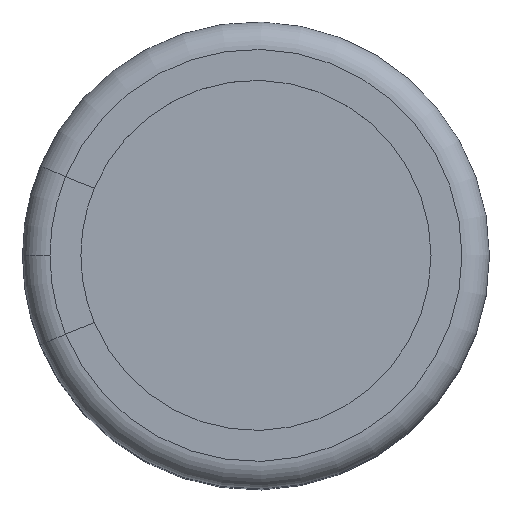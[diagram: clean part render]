
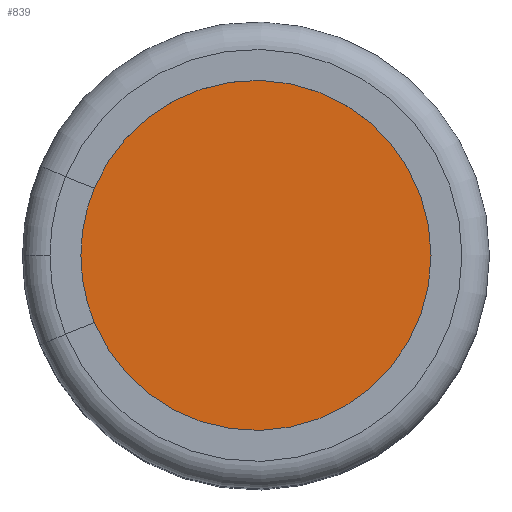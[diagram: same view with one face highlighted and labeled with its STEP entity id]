
A CAD part, top view. The second image highlights one B-rep face of the part: STEP entity #839.
In plain terms, the highlighted planar face has unit normal (0, 0, 1).
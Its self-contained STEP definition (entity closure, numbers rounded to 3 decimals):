
#13 = PLANE ( 'NONE',  #473 ) ;
#24 = ORIENTED_EDGE ( 'NONE', *, *, #1706, .F. ) ;
#125 = DIRECTION ( 'NONE',  ( 1., 0., 0. ) ) ;
#141 = CARTESIAN_POINT ( 'NONE',  ( 2.721, -1.127, 12.401 ) ) ;
#147 = CIRCLE ( 'NONE', #1440, 3.188 ) ;
#152 = CIRCLE ( 'NONE', #653, 3.186 ) ;
#167 = FACE_OUTER_BOUND ( 'NONE', #530, .T. ) ;
#174 = VERTEX_POINT ( 'NONE', #1192 ) ;
#184 = VECTOR ( 'NONE', #675, 1000. ) ;
#220 = EDGE_CURVE ( 'NONE', #952, #1387, #1179, .T. ) ;
#232 = AXIS2_PLACEMENT_3D ( 'NONE', #663, #813, #803 ) ;
#240 = CARTESIAN_POINT ( 'NONE',  ( -2.944, -1.219, 12.401 ) ) ;
#278 = DIRECTION ( 'NONE',  ( 1., 0., 0. ) ) ;
#290 = DIRECTION ( 'NONE',  ( 1., 0., 0. ) ) ;
#332 = CARTESIAN_POINT ( 'NONE',  ( -2.945, -1.22, 12.401 ) ) ;
#473 = AXIS2_PLACEMENT_3D ( 'NONE', #1522, #1007, #278 ) ;
#481 = VERTEX_POINT ( 'NONE', #240 ) ;
#513 = DIRECTION ( 'NONE',  ( 0.924, 0.383, 0. ) ) ;
#518 = DIRECTION ( 'NONE',  ( 0., 0., 1. ) ) ;
#530 = EDGE_LOOP ( 'NONE', ( #1555, #24, #846, #1447, #1734 ) ) ;
#653 = AXIS2_PLACEMENT_3D ( 'NONE', #1623, #1228, #290 ) ;
#663 = CARTESIAN_POINT ( 'NONE',  ( 0., 0., 12.401 ) ) ;
#675 = DIRECTION ( 'NONE',  ( 0.924, -0.383, 0. ) ) ;
#761 = EDGE_CURVE ( 'NONE', #174, #952, #147, .T. ) ;
#792 = CARTESIAN_POINT ( 'NONE',  ( 0., 0., 12.401 ) ) ;
#802 = VECTOR ( 'NONE', #513, 1000. ) ;
#803 = DIRECTION ( 'NONE',  ( 1., 0., 0. ) ) ;
#813 = DIRECTION ( 'NONE',  ( 0., 0., 1. ) ) ;
#839 = ADVANCED_FACE ( 'NONE', ( #167 ), #13, .F. ) ;
#846 = ORIENTED_EDGE ( 'NONE', *, *, #761, .T. ) ;
#952 = VERTEX_POINT ( 'NONE', #1452 ) ;
#1007 = DIRECTION ( 'NONE',  ( 0., 0., -1. ) ) ;
#1073 = CARTESIAN_POINT ( 'NONE',  ( -2.944, 1.219, 12.401 ) ) ;
#1179 = CIRCLE ( 'NONE', #232, 3.188 ) ;
#1190 = LINE ( 'NONE', #1722, #802 ) ;
#1192 = CARTESIAN_POINT ( 'NONE',  ( -2.945, 1.22, 12.401 ) ) ;
#1228 = DIRECTION ( 'NONE',  ( 0., 0., 1. ) ) ;
#1292 = EDGE_CURVE ( 'NONE', #481, #1538, #152, .T. ) ;
#1374 = LINE ( 'NONE', #141, #184 ) ;
#1387 = VERTEX_POINT ( 'NONE', #332 ) ;
#1440 = AXIS2_PLACEMENT_3D ( 'NONE', #792, #518, #125 ) ;
#1447 = ORIENTED_EDGE ( 'NONE', *, *, #220, .T. ) ;
#1452 = CARTESIAN_POINT ( 'NONE',  ( -3.188, 0., 12.401 ) ) ;
#1522 = CARTESIAN_POINT ( 'NONE',  ( 3.188, 0., 12.401 ) ) ;
#1538 = VERTEX_POINT ( 'NONE', #1073 ) ;
#1555 = ORIENTED_EDGE ( 'NONE', *, *, #1292, .T. ) ;
#1558 = EDGE_CURVE ( 'NONE', #1387, #481, #1190, .T. ) ;
#1623 = CARTESIAN_POINT ( 'NONE',  ( 0., 0., 12.401 ) ) ;
#1706 = EDGE_CURVE ( 'NONE', #174, #1538, #1374, .T. ) ;
#1722 = CARTESIAN_POINT ( 'NONE',  ( 2.721, 1.127, 12.401 ) ) ;
#1734 = ORIENTED_EDGE ( 'NONE', *, *, #1558, .T. ) ;
